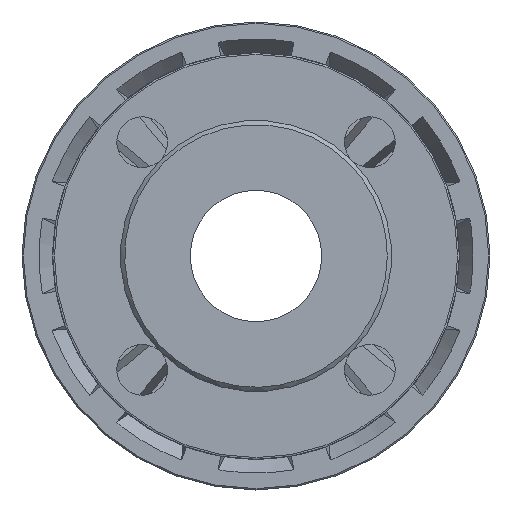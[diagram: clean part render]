
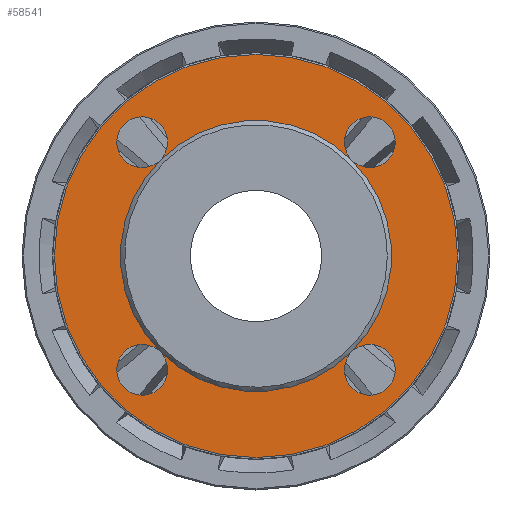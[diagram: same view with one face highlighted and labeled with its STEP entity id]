
A CAD part, front view. The second image highlights one B-rep face of the part: STEP entity #58541.
In plain terms, the highlighted free-form (B-spline) face has degree [1, 1] with [2, 2] control points.
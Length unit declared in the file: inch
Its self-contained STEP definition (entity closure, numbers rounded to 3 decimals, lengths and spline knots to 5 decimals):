
#58217=CARTESIAN_POINT('',(58.50229,-57.52886,27.72404));
#58218=VERTEX_POINT('',#58217);
#58219=CARTESIAN_POINT('',(58.76745,-57.79403,27.72404));
#58220=DIRECTION('',(0.,0.,1.0));
#58221=DIRECTION('',(0.707,-0.707,0.));
#58222=AXIS2_PLACEMENT_3D('',#58219,#58220,#58221);
#58223=CIRCLE('',#58222,0.375);
#58224=EDGE_CURVE('',#58218,#58218,#58223,.T.);
#58234=CARTESIAN_POINT('',(55.67386,-57.52886,27.72404));
#58235=VERTEX_POINT('',#58234);
#58236=CARTESIAN_POINT('',(55.4087,-57.79403,27.72404));
#58237=DIRECTION('',(0.,0.,-1.0));
#58238=DIRECTION('',(0.707,-0.707,0.));
#58239=AXIS2_PLACEMENT_3D('',#58236,#58237,#58238);
#58240=CIRCLE('',#58239,0.375);
#58241=EDGE_CURVE('',#58235,#58235,#58240,.T.);
#58383=CARTESIAN_POINT('',(60.06308,-56.11465,27.72404));
#58384=VERTEX_POINT('',#58383);
#58385=CARTESIAN_POINT('',(57.08808,-56.11465,27.72404));
#58386=DIRECTION('',(0.0,0.0,1.0));
#58387=DIRECTION('',(0.0,1.0,0.0));
#58388=AXIS2_PLACEMENT_3D('',#58385,#58386,#58387);
#58389=CIRCLE('',#58388,2.975);
#58390=EDGE_CURVE('',#58384,#58384,#58389,.T.);
#58476=CARTESIAN_POINT('',(58.50229,-54.70044,27.72404));
#58477=VERTEX_POINT('',#58476);
#58478=CARTESIAN_POINT('',(57.08808,-56.11465,27.72404));
#58479=DIRECTION('',(0.,0.,1.0));
#58480=DIRECTION('',(-0.707,-0.707,0.));
#58481=AXIS2_PLACEMENT_3D('',#58478,#58479,#58480);
#58482=CIRCLE('',#58481,2.);
#58483=EDGE_CURVE('',#58218,#58477,#58482,.T.);
#58485=CARTESIAN_POINT('',(55.67386,-54.70044,27.72404));
#58486=VERTEX_POINT('',#58485);
#58487=CARTESIAN_POINT('',(57.08808,-56.11465,27.72404));
#58488=DIRECTION('',(0.,0.,1.0));
#58489=DIRECTION('',(-0.707,-0.707,0.));
#58490=AXIS2_PLACEMENT_3D('',#58487,#58488,#58489);
#58491=CIRCLE('',#58490,2.);
#58492=EDGE_CURVE('',#58477,#58486,#58491,.T.);
#58494=CARTESIAN_POINT('',(57.08808,-56.11465,27.72404));
#58495=DIRECTION('',(0.,0.,-1.0));
#58496=DIRECTION('',(-0.707,0.707,0.));
#58497=AXIS2_PLACEMENT_3D('',#58494,#58495,#58496);
#58498=CIRCLE('',#58497,2.);
#58499=EDGE_CURVE('',#58235,#58486,#58498,.T.);
#58501=CARTESIAN_POINT('',(57.08808,-56.11465,27.72404));
#58502=DIRECTION('',(0.,0.,-1.0));
#58503=DIRECTION('',(-0.707,0.707,0.));
#58504=AXIS2_PLACEMENT_3D('',#58501,#58502,#58503);
#58505=CIRCLE('',#58504,2.);
#58506=EDGE_CURVE('',#58218,#58235,#58505,.T.);
#58511=CARTESIAN_POINT('',(57.08808,-50.16465,27.72404));
#58512=CARTESIAN_POINT('',(51.13808,-56.11465,27.72404));
#58513=CARTESIAN_POINT('',(63.03808,-56.11465,27.72404));
#58514=CARTESIAN_POINT('',(57.08808,-62.06465,27.72404));
#58515=B_SPLINE_SURFACE_WITH_KNOTS('',1,1,((#58511,#58513),(#58512,#58514)),.UNSPECIFIED.,.F.,.F.,.U.,(2,2),(2,2),(0.0,8.41457),(0.0,8.41457),.UNSPECIFIED.);
#58516=ORIENTED_EDGE('',*,*,#58390,.T.);
#58517=EDGE_LOOP('',(#58516));
#58518=FACE_OUTER_BOUND('',#58517,.T.);
#58519=ORIENTED_EDGE('',*,*,#58483,.F.);
#58520=ORIENTED_EDGE('',*,*,#58224,.F.);
#58521=ORIENTED_EDGE('',*,*,#58506,.T.);
#58522=ORIENTED_EDGE('',*,*,#58241,.T.);
#58523=ORIENTED_EDGE('',*,*,#58499,.T.);
#58524=CARTESIAN_POINT('',(55.4087,-54.43527,27.72404));
#58525=DIRECTION('',(0.,0.,1.0));
#58526=DIRECTION('',(0.707,0.707,0.));
#58527=AXIS2_PLACEMENT_3D('',#58524,#58525,#58526);
#58528=CIRCLE('',#58527,0.375);
#58529=EDGE_CURVE('',#58486,#58486,#58528,.T.);
#58530=ORIENTED_EDGE('',*,*,#58529,.F.);
#58531=ORIENTED_EDGE('',*,*,#58492,.F.);
#58532=CARTESIAN_POINT('',(58.76745,-54.43527,27.72404));
#58533=DIRECTION('',(0.,0.,-1.0));
#58534=DIRECTION('',(0.707,0.707,0.));
#58535=AXIS2_PLACEMENT_3D('',#58532,#58533,#58534);
#58536=CIRCLE('',#58535,0.375);
#58537=EDGE_CURVE('',#58477,#58477,#58536,.T.);
#58538=ORIENTED_EDGE('',*,*,#58537,.T.);
#58539=EDGE_LOOP('',(#58519,#58520,#58521,#58522,#58523,#58530,#58531,#58538));
#58540=FACE_BOUND('',#58539,.T.);
#58541=ADVANCED_FACE('',(#58518,#58540),#58515,.T.);
